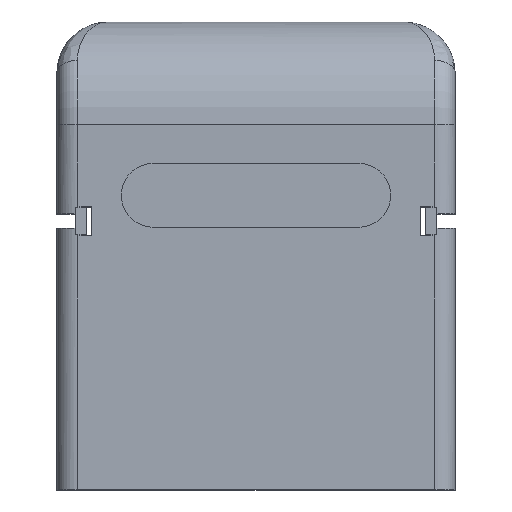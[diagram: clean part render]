
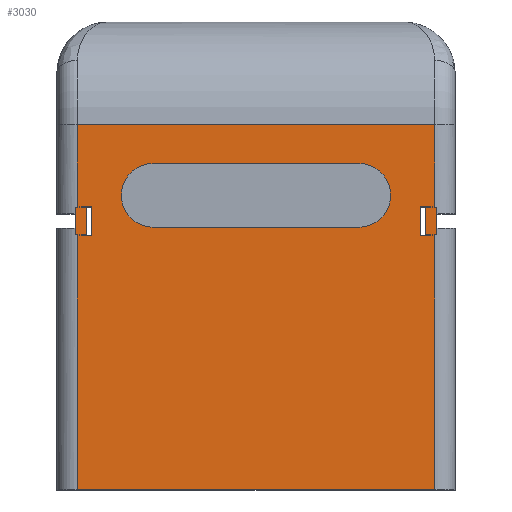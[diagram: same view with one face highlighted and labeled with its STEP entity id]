
A CAD part, top view. The second image highlights one B-rep face of the part: STEP entity #3030.
In plain terms, the highlighted planar face has unit normal (0, 0, 1).
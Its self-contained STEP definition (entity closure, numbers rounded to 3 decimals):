
#75=FACE_BOUND('',#399,.T.);
#76=FACE_BOUND('',#400,.T.);
#77=FACE_BOUND('',#401,.T.);
#103=PLANE('',#3239);
#228=FACE_OUTER_BOUND('',#398,.T.);
#398=EDGE_LOOP('',(#2101,#2102,#2103,#2104,#2105,#2106,#2107,#2108,#2109,
#2110,#2111,#2112));
#399=EDGE_LOOP('',(#2113,#2114,#2115,#2116));
#400=EDGE_LOOP('',(#2117,#2118,#2119,#2120,#2121,#2122,#2123,#2124));
#401=EDGE_LOOP('',(#2125,#2126,#2127,#2128,#2129,#2130,#2131,#2132));
#615=LINE('',#4413,#916);
#619=LINE('',#4429,#920);
#622=LINE('',#4435,#923);
#628=LINE('',#4446,#929);
#631=LINE('',#4457,#932);
#635=LINE('',#4473,#936);
#637=LINE('',#4478,#938);
#639=LINE('',#4483,#940);
#646=LINE('',#4493,#947);
#647=LINE('',#4495,#948);
#648=LINE('',#4497,#949);
#649=LINE('',#4498,#950);
#650=LINE('',#4499,#951);
#651=LINE('',#4501,#952);
#652=LINE('',#4503,#953);
#653=LINE('',#4504,#954);
#654=LINE('',#4508,#955);
#655=LINE('',#4509,#956);
#656=LINE('',#4511,#957);
#657=LINE('',#4513,#958);
#658=LINE('',#4515,#959);
#659=LINE('',#4516,#960);
#660=LINE('',#4518,#961);
#661=LINE('',#4519,#962);
#662=LINE('',#4521,#963);
#663=LINE('',#4523,#964);
#664=LINE('',#4524,#965);
#665=LINE('',#4526,#966);
#666=LINE('',#4528,#967);
#667=LINE('',#4529,#968);
#916=VECTOR('',#3565,1000.);
#920=VECTOR('',#3579,1000.);
#923=VECTOR('',#3584,1000.);
#929=VECTOR('',#3596,1000.);
#932=VECTOR('',#3605,1000.);
#936=VECTOR('',#3619,1000.);
#938=VECTOR('',#3623,1000.);
#940=VECTOR('',#3627,1000.);
#947=VECTOR('',#3640,1000.);
#948=VECTOR('',#3641,1000.);
#949=VECTOR('',#3642,1000.);
#950=VECTOR('',#3643,1000.);
#951=VECTOR('',#3644,1000.);
#952=VECTOR('',#3645,1000.);
#953=VECTOR('',#3646,1000.);
#954=VECTOR('',#3647,1000.);
#955=VECTOR('',#3650,1000.);
#956=VECTOR('',#3651,1000.);
#957=VECTOR('',#3652,1000.);
#958=VECTOR('',#3653,1000.);
#959=VECTOR('',#3654,1000.);
#960=VECTOR('',#3655,1000.);
#961=VECTOR('',#3656,1000.);
#962=VECTOR('',#3657,1000.);
#963=VECTOR('',#3658,1000.);
#964=VECTOR('',#3659,1000.);
#965=VECTOR('',#3660,1000.);
#966=VECTOR('',#3661,1000.);
#967=VECTOR('',#3662,1000.);
#968=VECTOR('',#3663,1000.);
#1163=CIRCLE('',#3193,1.242);
#1188=CIRCLE('',#3240,1.242);
#1254=VERTEX_POINT('',#4264);
#1255=VERTEX_POINT('',#4266);
#1319=VERTEX_POINT('',#4410);
#1320=VERTEX_POINT('',#4412);
#1322=VERTEX_POINT('',#4418);
#1327=VERTEX_POINT('',#4427);
#1328=VERTEX_POINT('',#4431);
#1329=VERTEX_POINT('',#4433);
#1330=VERTEX_POINT('',#4443);
#1331=VERTEX_POINT('',#4445);
#1335=VERTEX_POINT('',#4454);
#1336=VERTEX_POINT('',#4456);
#1338=VERTEX_POINT('',#4462);
#1343=VERTEX_POINT('',#4471);
#1344=VERTEX_POINT('',#4475);
#1345=VERTEX_POINT('',#4477);
#1346=VERTEX_POINT('',#4481);
#1347=VERTEX_POINT('',#4482);
#1348=VERTEX_POINT('',#4494);
#1349=VERTEX_POINT('',#4496);
#1350=VERTEX_POINT('',#4500);
#1351=VERTEX_POINT('',#4502);
#1352=VERTEX_POINT('',#4505);
#1353=VERTEX_POINT('',#4506);
#1354=VERTEX_POINT('',#4510);
#1355=VERTEX_POINT('',#4512);
#1356=VERTEX_POINT('',#4514);
#1357=VERTEX_POINT('',#4517);
#1358=VERTEX_POINT('',#4520);
#1359=VERTEX_POINT('',#4522);
#1360=VERTEX_POINT('',#4525);
#1361=VERTEX_POINT('',#4527);
#1538=EDGE_CURVE('',#1254,#1255,#1163,.T.);
#1609=EDGE_CURVE('',#1320,#1319,#615,.T.);
#1617=EDGE_CURVE('',#1322,#1327,#619,.T.);
#1620=EDGE_CURVE('',#1328,#1329,#622,.T.);
#1626=EDGE_CURVE('',#1331,#1330,#628,.T.);
#1631=EDGE_CURVE('',#1336,#1335,#631,.T.);
#1639=EDGE_CURVE('',#1338,#1343,#635,.T.);
#1641=EDGE_CURVE('',#1344,#1345,#637,.T.);
#1643=EDGE_CURVE('',#1346,#1347,#639,.T.);
#1650=EDGE_CURVE('',#1320,#1343,#646,.T.);
#1651=EDGE_CURVE('',#1348,#1319,#647,.T.);
#1652=EDGE_CURVE('',#1349,#1348,#648,.T.);
#1653=EDGE_CURVE('',#1322,#1349,#649,.T.);
#1654=EDGE_CURVE('',#1327,#1336,#650,.T.);
#1655=EDGE_CURVE('',#1350,#1335,#651,.T.);
#1656=EDGE_CURVE('',#1351,#1350,#652,.T.);
#1657=EDGE_CURVE('',#1338,#1351,#653,.T.);
#1658=EDGE_CURVE('',#1352,#1353,#1188,.T.);
#1659=EDGE_CURVE('',#1255,#1352,#654,.T.);
#1660=EDGE_CURVE('',#1353,#1254,#655,.T.);
#1661=EDGE_CURVE('',#1328,#1354,#656,.T.);
#1662=EDGE_CURVE('',#1329,#1355,#657,.T.);
#1663=EDGE_CURVE('',#1355,#1356,#658,.T.);
#1664=EDGE_CURVE('',#1356,#1331,#659,.T.);
#1665=EDGE_CURVE('',#1357,#1330,#660,.T.);
#1666=EDGE_CURVE('',#1354,#1357,#661,.T.);
#1667=EDGE_CURVE('',#1358,#1344,#662,.T.);
#1668=EDGE_CURVE('',#1359,#1358,#663,.T.);
#1669=EDGE_CURVE('',#1347,#1359,#664,.T.);
#1670=EDGE_CURVE('',#1360,#1346,#665,.T.);
#1671=EDGE_CURVE('',#1361,#1360,#666,.T.);
#1672=EDGE_CURVE('',#1345,#1361,#667,.T.);
#2101=ORIENTED_EDGE('',*,*,#1639,.T.);
#2102=ORIENTED_EDGE('',*,*,#1650,.F.);
#2103=ORIENTED_EDGE('',*,*,#1609,.T.);
#2104=ORIENTED_EDGE('',*,*,#1651,.F.);
#2105=ORIENTED_EDGE('',*,*,#1652,.F.);
#2106=ORIENTED_EDGE('',*,*,#1653,.F.);
#2107=ORIENTED_EDGE('',*,*,#1617,.T.);
#2108=ORIENTED_EDGE('',*,*,#1654,.T.);
#2109=ORIENTED_EDGE('',*,*,#1631,.T.);
#2110=ORIENTED_EDGE('',*,*,#1655,.F.);
#2111=ORIENTED_EDGE('',*,*,#1656,.F.);
#2112=ORIENTED_EDGE('',*,*,#1657,.F.);
#2113=ORIENTED_EDGE('',*,*,#1658,.F.);
#2114=ORIENTED_EDGE('',*,*,#1659,.F.);
#2115=ORIENTED_EDGE('',*,*,#1538,.F.);
#2116=ORIENTED_EDGE('',*,*,#1660,.F.);
#2117=ORIENTED_EDGE('',*,*,#1661,.F.);
#2118=ORIENTED_EDGE('',*,*,#1620,.T.);
#2119=ORIENTED_EDGE('',*,*,#1662,.T.);
#2120=ORIENTED_EDGE('',*,*,#1663,.T.);
#2121=ORIENTED_EDGE('',*,*,#1664,.T.);
#2122=ORIENTED_EDGE('',*,*,#1626,.T.);
#2123=ORIENTED_EDGE('',*,*,#1665,.F.);
#2124=ORIENTED_EDGE('',*,*,#1666,.F.);
#2125=ORIENTED_EDGE('',*,*,#1641,.F.);
#2126=ORIENTED_EDGE('',*,*,#1667,.F.);
#2127=ORIENTED_EDGE('',*,*,#1668,.F.);
#2128=ORIENTED_EDGE('',*,*,#1669,.F.);
#2129=ORIENTED_EDGE('',*,*,#1643,.F.);
#2130=ORIENTED_EDGE('',*,*,#1670,.F.);
#2131=ORIENTED_EDGE('',*,*,#1671,.F.);
#2132=ORIENTED_EDGE('',*,*,#1672,.F.);
#3030=ADVANCED_FACE('',(#228,#75,#76,#77),#103,.F.);
#3193=AXIS2_PLACEMENT_3D('',#4267,#3459,#3460);
#3239=AXIS2_PLACEMENT_3D('',#4492,#3638,#3639);
#3240=AXIS2_PLACEMENT_3D('',#4507,#3648,#3649);
#3459=DIRECTION('center_axis',(0.,0.,1.));
#3460=DIRECTION('ref_axis',(-1.,0.,0.));
#3565=DIRECTION('',(0.,1.,0.));
#3579=DIRECTION('',(0.,1.,0.));
#3584=DIRECTION('',(0.,-1.,0.));
#3596=DIRECTION('',(0.,-1.,0.));
#3605=DIRECTION('',(0.,-1.,0.));
#3619=DIRECTION('',(0.,-1.,0.));
#3623=DIRECTION('',(0.,-1.,0.));
#3627=DIRECTION('',(0.,-1.,0.));
#3638=DIRECTION('center_axis',(0.,0.,-1.));
#3639=DIRECTION('ref_axis',(1.,0.,0.));
#3640=DIRECTION('',(-1.,0.,0.));
#3641=DIRECTION('',(-1.,0.,0.));
#3642=DIRECTION('',(0.,-1.,0.));
#3643=DIRECTION('',(1.,0.,0.));
#3644=DIRECTION('',(-1.,0.,0.));
#3645=DIRECTION('',(1.,0.,0.));
#3646=DIRECTION('',(0.,1.,0.));
#3647=DIRECTION('',(-1.,0.,0.));
#3648=DIRECTION('center_axis',(0.,0.,1.));
#3649=DIRECTION('ref_axis',(-1.,0.,0.));
#3650=DIRECTION('',(1.,0.,0.));
#3651=DIRECTION('',(-1.,0.,0.));
#3652=DIRECTION('',(-1.,0.,0.));
#3653=DIRECTION('',(-1.,0.,0.));
#3654=DIRECTION('',(0.,1.,0.));
#3655=DIRECTION('',(1.,0.,0.));
#3656=DIRECTION('',(1.,0.,0.));
#3657=DIRECTION('',(0.,1.,0.));
#3658=DIRECTION('',(-1.,0.,0.));
#3659=DIRECTION('',(0.,-1.,0.));
#3660=DIRECTION('',(1.,0.,0.));
#3661=DIRECTION('',(-1.,0.,0.));
#3662=DIRECTION('',(0.,1.,0.));
#3663=DIRECTION('',(1.,0.,0.));
#4264=CARTESIAN_POINT('',(-4.,2.244,8.4));
#4266=CARTESIAN_POINT('',(-4.,-0.24,8.4));
#4267=CARTESIAN_POINT('Origin',(-4.,1.002,8.4));
#4410=CARTESIAN_POINT('',(6.95,-0.534,8.4));
#4412=CARTESIAN_POINT('',(6.95,-10.448,8.4));
#4413=CARTESIAN_POINT('',(6.95,-9.448,8.4));
#4418=CARTESIAN_POINT('',(6.95,0.531,8.4));
#4427=CARTESIAN_POINT('',(6.95,3.752,8.4));
#4429=CARTESIAN_POINT('',(6.95,-9.448,8.4));
#4431=CARTESIAN_POINT('',(6.85,-0.534,8.4));
#4433=CARTESIAN_POINT('',(6.85,-0.548,8.4));
#4435=CARTESIAN_POINT('',(6.85,-0.273,8.4));
#4443=CARTESIAN_POINT('',(6.85,0.531,8.4));
#4445=CARTESIAN_POINT('',(6.85,0.552,8.4));
#4446=CARTESIAN_POINT('',(6.85,0.552,8.4));
#4454=CARTESIAN_POINT('',(-6.95,0.531,8.4));
#4456=CARTESIAN_POINT('',(-6.95,3.752,8.4));
#4457=CARTESIAN_POINT('',(-6.95,-9.448,8.4));
#4462=CARTESIAN_POINT('',(-6.95,-0.534,8.4));
#4471=CARTESIAN_POINT('',(-6.95,-10.448,8.4));
#4473=CARTESIAN_POINT('',(-6.95,-9.448,8.4));
#4475=CARTESIAN_POINT('',(-6.85,-0.534,8.4));
#4477=CARTESIAN_POINT('',(-6.85,-0.548,8.4));
#4478=CARTESIAN_POINT('',(-6.85,-0.273,8.4));
#4481=CARTESIAN_POINT('',(-6.85,0.552,8.4));
#4482=CARTESIAN_POINT('',(-6.85,0.531,8.4));
#4483=CARTESIAN_POINT('',(-6.85,0.552,8.4));
#4492=CARTESIAN_POINT('Origin',(-7.75,-9.448,8.4));
#4493=CARTESIAN_POINT('',(6.95,-10.448,8.4));
#4494=CARTESIAN_POINT('',(7.04,-0.534,8.4));
#4495=CARTESIAN_POINT('',(6.85,-0.534,8.4));
#4496=CARTESIAN_POINT('',(7.04,0.531,8.4));
#4497=CARTESIAN_POINT('',(7.04,-0.534,8.4));
#4498=CARTESIAN_POINT('',(7.04,0.531,8.4));
#4499=CARTESIAN_POINT('',(-7.75,3.752,8.4));
#4500=CARTESIAN_POINT('',(-7.04,0.531,8.4));
#4501=CARTESIAN_POINT('',(-6.85,0.531,8.4));
#4502=CARTESIAN_POINT('',(-7.04,-0.534,8.4));
#4503=CARTESIAN_POINT('',(-7.04,-0.534,8.4));
#4504=CARTESIAN_POINT('',(-5.969,-0.534,8.4));
#4505=CARTESIAN_POINT('',(4.,-0.24,8.4));
#4506=CARTESIAN_POINT('',(4.,2.244,8.4));
#4507=CARTESIAN_POINT('Origin',(4.,1.002,8.4));
#4508=CARTESIAN_POINT('',(4.,-0.24,8.4));
#4509=CARTESIAN_POINT('',(4.,2.244,8.4));
#4510=CARTESIAN_POINT('',(6.592,-0.534,8.4));
#4511=CARTESIAN_POINT('',(6.85,-0.534,8.4));
#4512=CARTESIAN_POINT('',(6.39,-0.548,8.4));
#4513=CARTESIAN_POINT('',(6.85,-0.548,8.4));
#4514=CARTESIAN_POINT('',(6.39,0.552,8.4));
#4515=CARTESIAN_POINT('',(6.39,-0.548,8.4));
#4516=CARTESIAN_POINT('',(6.39,0.552,8.4));
#4517=CARTESIAN_POINT('',(6.592,0.531,8.4));
#4518=CARTESIAN_POINT('',(7.04,0.531,8.4));
#4519=CARTESIAN_POINT('',(6.592,-0.534,8.4));
#4520=CARTESIAN_POINT('',(-6.592,-0.534,8.4));
#4521=CARTESIAN_POINT('',(-6.85,-0.534,8.4));
#4522=CARTESIAN_POINT('',(-6.592,0.531,8.4));
#4523=CARTESIAN_POINT('',(-6.592,-0.534,8.4));
#4524=CARTESIAN_POINT('',(-5.969,0.531,8.4));
#4525=CARTESIAN_POINT('',(-6.39,0.552,8.4));
#4526=CARTESIAN_POINT('',(-6.39,0.552,8.4));
#4527=CARTESIAN_POINT('',(-6.39,-0.548,8.4));
#4528=CARTESIAN_POINT('',(-6.39,-0.548,8.4));
#4529=CARTESIAN_POINT('',(-6.85,-0.548,8.4));
